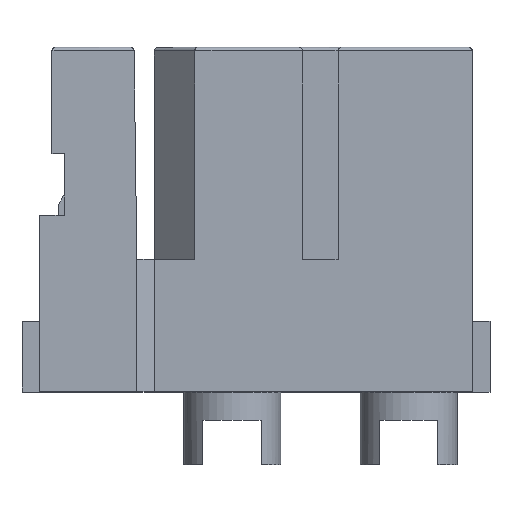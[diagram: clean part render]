
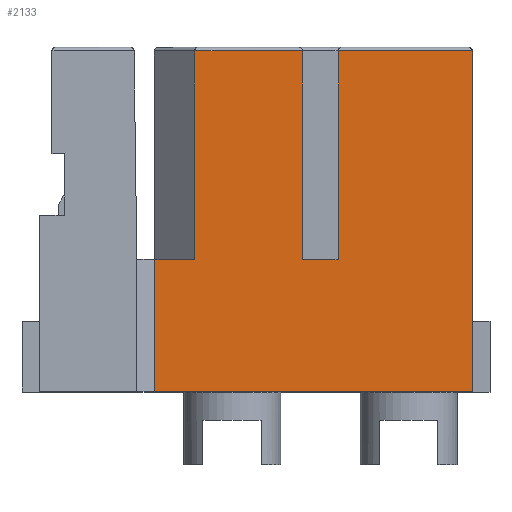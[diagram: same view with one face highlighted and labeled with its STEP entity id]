
A CAD part, top view. The second image highlights one B-rep face of the part: STEP entity #2133.
In plain terms, the highlighted planar face has unit normal (0, 0, 1).
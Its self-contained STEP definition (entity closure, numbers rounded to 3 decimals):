
#117=PLANE('',#2299);
#231=FACE_OUTER_BOUND('',#359,.T.);
#359=EDGE_LOOP('',(#1859,#1860,#1861,#1862,#1863,#1864,#1865,#1866,#1867,
#1868));
#555=LINE('',#3242,#809);
#566=LINE('',#3276,#820);
#576=LINE('',#3300,#830);
#579=LINE('',#3307,#833);
#586=LINE('',#3337,#840);
#589=LINE('',#3343,#843);
#592=LINE('',#3348,#846);
#626=LINE('',#3421,#880);
#627=LINE('',#3423,#881);
#628=LINE('',#3424,#882);
#809=VECTOR('',#2621,10.);
#820=VECTOR('',#2656,10.);
#830=VECTOR('',#2680,10.);
#833=VECTOR('',#2687,10.);
#840=VECTOR('',#2720,10.);
#843=VECTOR('',#2727,10.);
#846=VECTOR('',#2732,10.);
#880=VECTOR('',#2792,10.);
#881=VECTOR('',#2795,10.);
#882=VECTOR('',#2796,10.);
#1023=VERTEX_POINT('',#3239);
#1024=VERTEX_POINT('',#3241);
#1033=VERTEX_POINT('',#3269);
#1035=VERTEX_POINT('',#3275);
#1042=VERTEX_POINT('',#3298);
#1044=VERTEX_POINT('',#3306);
#1054=VERTEX_POINT('',#3335);
#1055=VERTEX_POINT('',#3341);
#1067=VERTEX_POINT('',#3390);
#1082=VERTEX_POINT('',#3419);
#1266=EDGE_CURVE('',#1023,#1024,#555,.T.);
#1283=EDGE_CURVE('',#1035,#1033,#566,.T.);
#1296=EDGE_CURVE('',#1035,#1042,#576,.T.);
#1299=EDGE_CURVE('',#1044,#1024,#579,.T.);
#1314=EDGE_CURVE('',#1054,#1023,#586,.T.);
#1317=EDGE_CURVE('',#1055,#1054,#589,.T.);
#1320=EDGE_CURVE('',#1044,#1042,#592,.T.);
#1356=EDGE_CURVE('',#1067,#1082,#626,.T.);
#1357=EDGE_CURVE('',#1055,#1067,#627,.T.);
#1358=EDGE_CURVE('',#1082,#1033,#628,.T.);
#1859=ORIENTED_EDGE('',*,*,#1317,.F.);
#1860=ORIENTED_EDGE('',*,*,#1357,.T.);
#1861=ORIENTED_EDGE('',*,*,#1356,.T.);
#1862=ORIENTED_EDGE('',*,*,#1358,.T.);
#1863=ORIENTED_EDGE('',*,*,#1283,.F.);
#1864=ORIENTED_EDGE('',*,*,#1296,.T.);
#1865=ORIENTED_EDGE('',*,*,#1320,.F.);
#1866=ORIENTED_EDGE('',*,*,#1299,.T.);
#1867=ORIENTED_EDGE('',*,*,#1266,.F.);
#1868=ORIENTED_EDGE('',*,*,#1314,.F.);
#2133=ADVANCED_FACE('',(#231),#117,.T.);
#2299=AXIS2_PLACEMENT_3D('',#3422,#2793,#2794);
#2621=DIRECTION('',(1.,0.,0.));
#2656=DIRECTION('',(1.,0.,0.));
#2680=DIRECTION('',(0.,-1.,0.));
#2687=DIRECTION('',(0.,1.,0.));
#2720=DIRECTION('',(0.,1.,0.));
#2727=DIRECTION('',(1.,0.,0.));
#2732=DIRECTION('',(1.,0.,0.));
#2792=DIRECTION('',(1.,0.,0.));
#2793=DIRECTION('center_axis',(0.,0.,1.));
#2794=DIRECTION('ref_axis',(1.,0.,0.));
#2795=DIRECTION('',(0.,-1.,0.));
#2796=DIRECTION('',(0.,1.,0.));
#3239=CARTESIAN_POINT('',(-35.794,30.481,3.975));
#3241=CARTESIAN_POINT('',(-32.744,30.481,3.975));
#3242=CARTESIAN_POINT('',(-30.194,30.481,3.975));
#3269=CARTESIAN_POINT('',(-27.944,30.481,3.975));
#3275=CARTESIAN_POINT('',(-31.744,30.481,3.975));
#3276=CARTESIAN_POINT('',(-30.194,30.481,3.975));
#3298=CARTESIAN_POINT('',(-31.744,24.581,3.975));
#3300=CARTESIAN_POINT('',(-31.744,28.143,3.975));
#3306=CARTESIAN_POINT('',(-32.744,24.581,3.975));
#3307=CARTESIAN_POINT('',(-32.744,25.143,3.975));
#3335=CARTESIAN_POINT('',(-35.794,24.581,3.975));
#3337=CARTESIAN_POINT('',(-35.794,28.143,3.975));
#3341=CARTESIAN_POINT('',(-36.944,24.581,3.975));
#3343=CARTESIAN_POINT('',(-33.255,24.581,3.975));
#3348=CARTESIAN_POINT('',(-33.255,24.581,3.975));
#3390=CARTESIAN_POINT('',(-36.944,20.831,3.975));
#3419=CARTESIAN_POINT('',(-27.944,20.831,3.975));
#3421=CARTESIAN_POINT('',(-36.944,20.831,3.975));
#3422=CARTESIAN_POINT('Origin',(-32.444,25.706,3.975));
#3423=CARTESIAN_POINT('',(-36.944,30.581,3.975));
#3424=CARTESIAN_POINT('',(-27.944,22.831,3.975));
